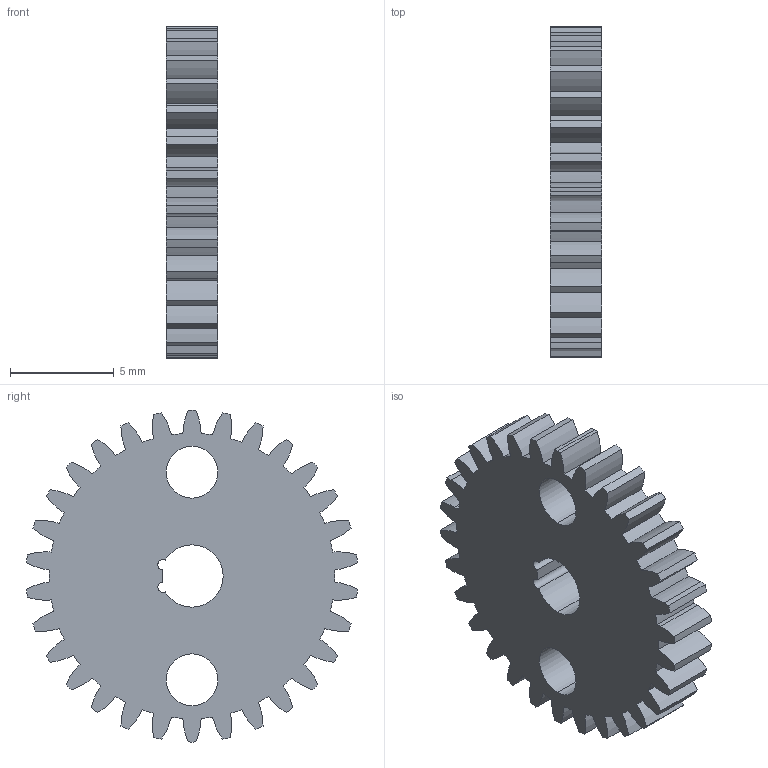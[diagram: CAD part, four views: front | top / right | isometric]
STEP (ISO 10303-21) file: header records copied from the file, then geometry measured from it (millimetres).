
FILE_DESCRIPTION (( 'STEP AP203' ), '1' );
FILE_NAME ('m0.5motorgear.STEP', '2022-08-16T14:14:18', ( '' ), ( '' ), 'SwSTEP 2.0', 'SolidWorks 2021', '' );
FILE_SCHEMA (( 'CONFIG_CONTROL_DESIGN' ));
Length unit declared in the file: millimetre
Products named in the file (1): m0.5motorgear
Bounding box: 2.5 x 15.95 x 16 mm (x, y, z)
Volume: 388.4 mm3; surface area: 621.7 mm2
Topology: 1 solids, 1 shells, 138 faces, 408 edges, 272 vertices
Faces by surface type: cylinder 135, plane 3
Entity records: 4871 total; most frequent: DIRECTION 956, CARTESIAN_POINT 819, ORIENTED_EDGE 816, AXIS2_PLACEMENT_3D 409, EDGE_CURVE 408, VERTEX_POINT 272, CIRCLE 270, EDGE_LOOP 144
